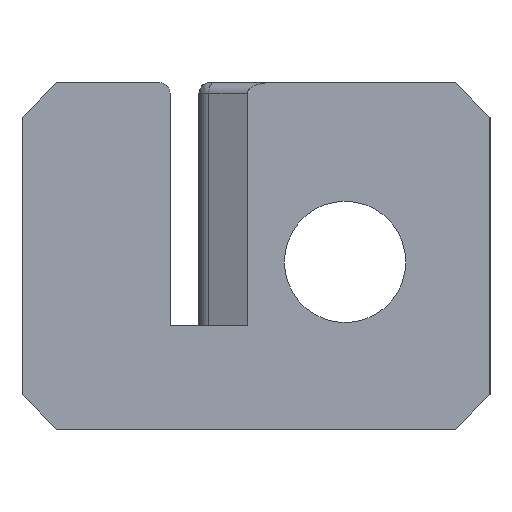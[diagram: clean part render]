
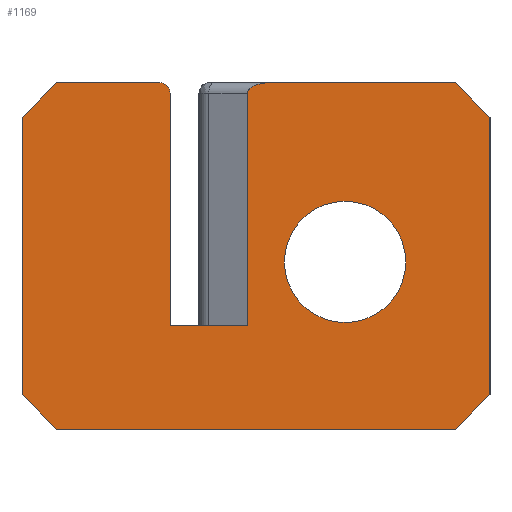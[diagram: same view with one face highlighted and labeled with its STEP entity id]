
A CAD part, left-side view. The second image highlights one B-rep face of the part: STEP entity #1169.
In plain terms, the highlighted planar face has unit normal (-1, 0, 0).
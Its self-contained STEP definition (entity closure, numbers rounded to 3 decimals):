
#29=FACE_BOUND('',#161,.T.);
#31=ELLIPSE('',#1301,0.674,0.3);
#35=PLANE('',#1302);
#90=FACE_OUTER_BOUND('',#160,.T.);
#160=EDGE_LOOP('',(#894,#895,#896,#897,#898,#899,#900,#901,#902,#903,#904,
#905,#906,#907));
#161=EDGE_LOOP('',(#908));
#213=LINE('',#1766,#317);
#216=LINE('',#1771,#320);
#245=LINE('',#2034,#349);
#246=LINE('',#2036,#350);
#247=LINE('',#2038,#351);
#248=LINE('',#2040,#352);
#249=LINE('',#2042,#353);
#250=LINE('',#2044,#354);
#251=LINE('',#2046,#355);
#252=LINE('',#2047,#356);
#253=LINE('',#2049,#357);
#254=LINE('',#2050,#358);
#317=VECTOR('',#1384,10.);
#320=VECTOR('',#1389,10.);
#349=VECTOR('',#1566,10.);
#350=VECTOR('',#1567,10.);
#351=VECTOR('',#1568,10.);
#352=VECTOR('',#1569,10.);
#353=VECTOR('',#1570,10.);
#354=VECTOR('',#1571,10.);
#355=VECTOR('',#1572,10.);
#356=VECTOR('',#1573,10.);
#357=VECTOR('',#1574,10.);
#358=VECTOR('',#1575,10.);
#407=CIRCLE('',#1222,0.3);
#462=CIRCLE('',#1303,1.75);
#476=VERTEX_POINT('',#1728);
#477=VERTEX_POINT('',#1729);
#493=VERTEX_POINT('',#1765);
#494=VERTEX_POINT('',#1769);
#547=VERTEX_POINT('',#2027);
#548=VERTEX_POINT('',#2028);
#549=VERTEX_POINT('',#2033);
#550=VERTEX_POINT('',#2035);
#551=VERTEX_POINT('',#2037);
#552=VERTEX_POINT('',#2039);
#553=VERTEX_POINT('',#2041);
#554=VERTEX_POINT('',#2043);
#555=VERTEX_POINT('',#2045);
#556=VERTEX_POINT('',#2048);
#557=VERTEX_POINT('',#2051);
#584=EDGE_CURVE('',#476,#477,#407,.T.);
#602=EDGE_CURVE('',#477,#493,#213,.T.);
#605=EDGE_CURVE('',#476,#494,#216,.T.);
#684=EDGE_CURVE('',#547,#548,#31,.T.);
#687=EDGE_CURVE('',#549,#494,#245,.T.);
#688=EDGE_CURVE('',#549,#550,#246,.T.);
#689=EDGE_CURVE('',#551,#550,#247,.T.);
#690=EDGE_CURVE('',#551,#552,#248,.T.);
#691=EDGE_CURVE('',#553,#552,#249,.T.);
#692=EDGE_CURVE('',#553,#554,#250,.F.);
#693=EDGE_CURVE('',#555,#554,#251,.T.);
#694=EDGE_CURVE('',#548,#555,#252,.T.);
#695=EDGE_CURVE('',#547,#556,#253,.T.);
#696=EDGE_CURVE('',#556,#493,#254,.T.);
#697=EDGE_CURVE('',#557,#557,#462,.T.);
#894=ORIENTED_EDGE('',*,*,#584,.F.);
#895=ORIENTED_EDGE('',*,*,#605,.T.);
#896=ORIENTED_EDGE('',*,*,#687,.F.);
#897=ORIENTED_EDGE('',*,*,#688,.T.);
#898=ORIENTED_EDGE('',*,*,#689,.F.);
#899=ORIENTED_EDGE('',*,*,#690,.T.);
#900=ORIENTED_EDGE('',*,*,#691,.F.);
#901=ORIENTED_EDGE('',*,*,#692,.T.);
#902=ORIENTED_EDGE('',*,*,#693,.F.);
#903=ORIENTED_EDGE('',*,*,#694,.F.);
#904=ORIENTED_EDGE('',*,*,#684,.F.);
#905=ORIENTED_EDGE('',*,*,#695,.T.);
#906=ORIENTED_EDGE('',*,*,#696,.T.);
#907=ORIENTED_EDGE('',*,*,#602,.F.);
#908=ORIENTED_EDGE('',*,*,#697,.T.);
#1169=ADVANCED_FACE('',(#90,#29),#35,.T.);
#1222=AXIS2_PLACEMENT_3D('',#1730,#1358,#1359);
#1301=AXIS2_PLACEMENT_3D('',#2029,#1560,#1561);
#1302=AXIS2_PLACEMENT_3D('',#2032,#1564,#1565);
#1303=AXIS2_PLACEMENT_3D('',#2052,#1576,#1577);
#1358=DIRECTION('center_axis',(1.,0.,0.));
#1359=DIRECTION('ref_axis',(0.,-0.707,0.707));
#1384=DIRECTION('',(0.,0.,-1.));
#1389=DIRECTION('',(0.,1.,0.));
#1560=DIRECTION('center_axis',(1.,0.,0.));
#1561=DIRECTION('ref_axis',(0.,1.,0.));
#1564=DIRECTION('center_axis',(-1.,0.,0.));
#1565=DIRECTION('ref_axis',(0.,-1.,0.));
#1566=DIRECTION('',(0.,-0.707,0.707));
#1567=DIRECTION('',(0.,0.,-1.));
#1568=DIRECTION('',(0.,0.707,0.707));
#1569=DIRECTION('',(0.,-1.,0.));
#1570=DIRECTION('',(0.,0.707,-0.707));
#1571=DIRECTION('',(0.,0.,-1.));
#1572=DIRECTION('',(0.,-0.707,-0.707));
#1573=DIRECTION('',(0.,-1.,0.));
#1574=DIRECTION('',(0.,0.,-1.));
#1575=DIRECTION('',(0.,1.,0.));
#1576=DIRECTION('center_axis',(1.,0.,0.));
#1577=DIRECTION('ref_axis',(0.,-1.,0.));
#1728=CARTESIAN_POINT('',(0.,13.528,10.));
#1729=CARTESIAN_POINT('',(0.,13.228,9.7));
#1730=CARTESIAN_POINT('Origin',(0.,13.528,9.7));
#1765=CARTESIAN_POINT('',(0.,13.228,3.));
#1766=CARTESIAN_POINT('',(0.,13.228,5.));
#1769=CARTESIAN_POINT('',(0.,16.5,10.));
#1771=CARTESIAN_POINT('',(0.,13.428,10.));
#2027=CARTESIAN_POINT('',(0.,11.,9.7));
#2028=CARTESIAN_POINT('',(0.,10.326,10.));
#2029=CARTESIAN_POINT('Origin',(0.,10.326,9.7));
#2032=CARTESIAN_POINT('Origin',(0.,15.,0.));
#2033=CARTESIAN_POINT('',(0.,17.5,9.));
#2034=CARTESIAN_POINT('',(0.,18.875,7.625));
#2035=CARTESIAN_POINT('',(0.,17.5,1.));
#2036=CARTESIAN_POINT('',(0.,17.5,10.));
#2037=CARTESIAN_POINT('',(0.,16.5,0.));
#2038=CARTESIAN_POINT('',(0.,16.375,-0.125));
#2039=CARTESIAN_POINT('',(0.,5.,0.));
#2040=CARTESIAN_POINT('',(0.,15.,0.));
#2041=CARTESIAN_POINT('',(0.,4.,1.));
#2042=CARTESIAN_POINT('',(0.,7.25,-2.25));
#2043=CARTESIAN_POINT('',(0.,4.,9.));
#2044=CARTESIAN_POINT('',(0.,4.,0.));
#2045=CARTESIAN_POINT('',(0.,5.,10.));
#2046=CARTESIAN_POINT('',(0.,4.75,9.75));
#2047=CARTESIAN_POINT('',(0.,17.5,10.));
#2048=CARTESIAN_POINT('',(0.,11.,3.));
#2049=CARTESIAN_POINT('',(0.,11.,5.));
#2050=CARTESIAN_POINT('',(0.,13.607,3.));
#2051=CARTESIAN_POINT('',(0.,9.931,4.828));
#2052=CARTESIAN_POINT('Origin',(0.,8.181,4.828));
